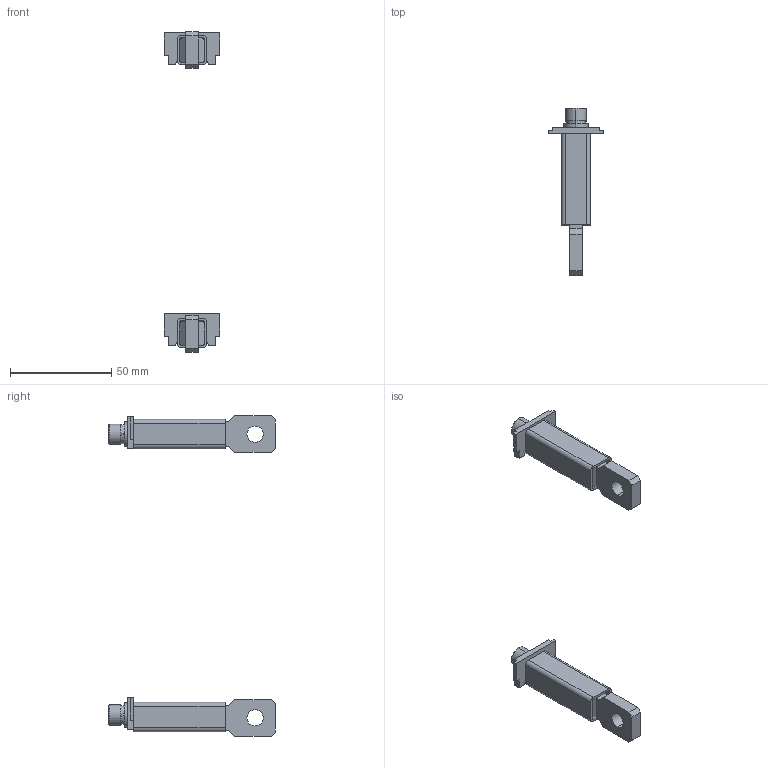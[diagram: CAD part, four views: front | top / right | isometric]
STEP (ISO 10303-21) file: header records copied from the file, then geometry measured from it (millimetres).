
FILE_DESCRIPTION((''),'2;1');
FILE_NAME('ASM0270_ASM','2021-09-08T14:18:12',('zhxmin'),(''),'CREO PARAMETRIC BY PTC INC, 2018020','CREO PARAMETRIC BY PTC INC, 2018020','');
FILE_SCHEMA(('CONFIG_CONTROL_DESIGN','SHAPE_APPEARANCE_LAYERS_GROUPS'));
Length unit declared in the file: metre
Products named in the file (19): 5-561-017-1_SOLID_1-415686_1; 5-561-017-1_QUILT_1-416171_1; 8-775-103-1-416261_1; 8-950-167-416583_1; M6X22-GB70_SOLID_1-416984_1; M6X22-GB70_QUILT_1-417461_1; D6-GB93-417567_1; D6-GB97-1-417717_1; 5-561-017-1_QUILT_1-422331_1; 8-950-167-422743_1; M6X22-GB70_SOLID_1-423144_1; M6X22-GB70_QUILT_1-423621_1; D6-GB93-423727_1; D6-GB97-1-423877_1; 8-775-103-1-424546-191652_1; 5-561-017-1_SOLID_1-4239-1924_1; NM8-250__ASM_1_ASM; ASM0269_ASM_1_ASM; ASM0270_ASM
Assembly tree (18 placements, depth 4):
  ASM0270_ASM
    ASM0269_ASM_1_ASM
      NM8-250__ASM_1_ASM
        5-561-017-1_SOLID_1-415686_1
        5-561-017-1_QUILT_1-416171_1
        8-775-103-1-416261_1
        8-950-167-416583_1
        M6X22-GB70_SOLID_1-416984_1
        M6X22-GB70_QUILT_1-417461_1
        D6-GB93-417567_1
        D6-GB97-1-417717_1
        5-561-017-1_QUILT_1-422331_1
        8-950-167-422743_1
        M6X22-GB70_SOLID_1-423144_1
        M6X22-GB70_QUILT_1-423621_1
        D6-GB93-423727_1
        D6-GB97-1-423877_1
        8-775-103-1-424546-191652_1
        5-561-017-1_SOLID_1-4239-1924_1
Bounding box: 27.6 x 82.2 x 158 mm (x, y, z)
Volume: 26510.4 mm3; surface area: 23023.1 mm2
Topology: 12 solids, 16 shells, 236 faces, 576 edges, 368 vertices
Faces by surface type: plane 136, cylinder 72, cone 28
Entity records: 7960 total; most frequent: CARTESIAN_POINT 1638, DIRECTION 1292, ORIENTED_EDGE 1120, EDGE_CURVE 568, AXIS2_PLACEMENT_3D 474, VERTEX_POINT 368, VECTOR 344, LINE 344
